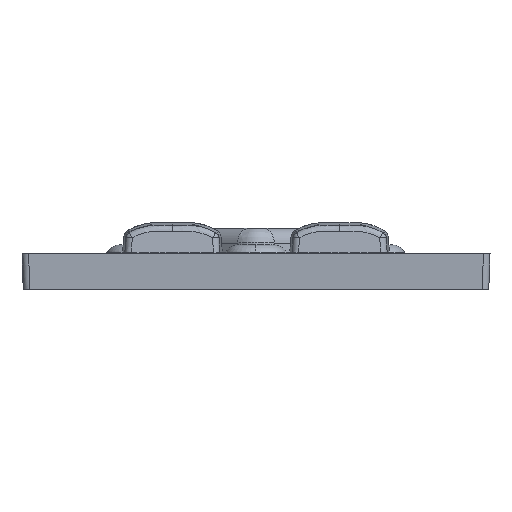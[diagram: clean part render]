
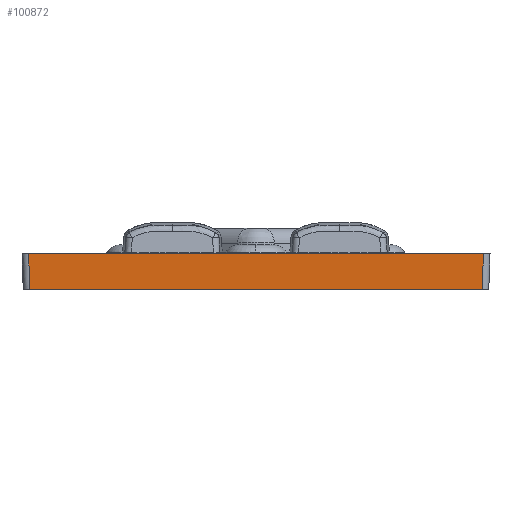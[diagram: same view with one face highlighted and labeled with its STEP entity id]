
A CAD part, left-side view. The second image highlights one B-rep face of the part: STEP entity #100872.
In plain terms, the highlighted planar face has unit normal (-0.999, 0, -0.035).
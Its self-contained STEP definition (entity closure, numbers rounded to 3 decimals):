
#1988 = LINE ( 'NONE', #75141, #89102 ) ;
#4976 = PLANE ( 'NONE',  #59293 ) ;
#16429 = VECTOR ( 'NONE', #77729, 1000. ) ;
#25812 = CARTESIAN_POINT ( 'NONE',  ( -86.7, 35.55, 3.8 ) ) ;
#27125 = FACE_OUTER_BOUND ( 'NONE', #27339, .T. ) ;
#27339 = EDGE_LOOP ( 'NONE', ( #110377, #78859, #64250, #124233 ) ) ;
#30673 = LINE ( 'NONE', #132774, #81716 ) ;
#30698 = VECTOR ( 'NONE', #44686, 1000. ) ;
#31318 = EDGE_CURVE ( 'NONE', #62134, #95204, #1988, .T. ) ;
#34913 = EDGE_CURVE ( 'NONE', #57232, #95204, #36128, .T. ) ;
#36128 = LINE ( 'NONE', #128821, #16429 ) ;
#40740 = DIRECTION ( 'NONE',  ( 0., -1., 0. ) ) ;
#44686 = DIRECTION ( 'NONE',  ( -0.035, -0.035, 0.999 ) ) ;
#48694 = CARTESIAN_POINT ( 'NONE',  ( -86.7, -34.551, 3.8 ) ) ;
#48829 = EDGE_CURVE ( 'NONE', #62134, #76507, #30673, .T. ) ;
#52088 = CARTESIAN_POINT ( 'NONE',  ( -86.511, 34.362, -1.6 ) ) ;
#57232 = VERTEX_POINT ( 'NONE', #99312 ) ;
#59293 = AXIS2_PLACEMENT_3D ( 'NONE', #25812, #129878, #107751 ) ;
#62134 = VERTEX_POINT ( 'NONE', #99084 ) ;
#64250 = ORIENTED_EDGE ( 'NONE', *, *, #34913, .F. ) ;
#70678 = DIRECTION ( 'NONE',  ( 0.035, -0.035, -0.999 ) ) ;
#75141 = CARTESIAN_POINT ( 'NONE',  ( -86.701, 34.552, 3.835 ) ) ;
#76199 = CARTESIAN_POINT ( 'NONE',  ( -86.615, -34.465, 1.358 ) ) ;
#76507 = VERTEX_POINT ( 'NONE', #48694 ) ;
#77729 = DIRECTION ( 'NONE',  ( 0., 1., 0. ) ) ;
#78859 = ORIENTED_EDGE ( 'NONE', *, *, #31318, .T. ) ;
#81716 = VECTOR ( 'NONE', #40740, 1000. ) ;
#89102 = VECTOR ( 'NONE', #70678, 1000. ) ;
#95204 = VERTEX_POINT ( 'NONE', #52088 ) ;
#97743 = LINE ( 'NONE', #76199, #30698 ) ;
#99084 = CARTESIAN_POINT ( 'NONE',  ( -86.7, 34.551, 3.8 ) ) ;
#99312 = CARTESIAN_POINT ( 'NONE',  ( -86.511, -34.362, -1.6 ) ) ;
#100872 = ADVANCED_FACE ( 'NONE', ( #27125 ), #4976, .T. ) ;
#107751 = DIRECTION ( 'NONE',  ( -0.035, 0., 0.999 ) ) ;
#110377 = ORIENTED_EDGE ( 'NONE', *, *, #48829, .F. ) ;
#114376 = EDGE_CURVE ( 'NONE', #57232, #76507, #97743, .T. ) ;
#124233 = ORIENTED_EDGE ( 'NONE', *, *, #114376, .T. ) ;
#128821 = CARTESIAN_POINT ( 'NONE',  ( -86.511, 35.55, -1.6 ) ) ;
#129878 = DIRECTION ( 'NONE',  ( -0.999, 0., -0.035 ) ) ;
#132774 = CARTESIAN_POINT ( 'NONE',  ( -86.7, 35.55, 3.8 ) ) ;
